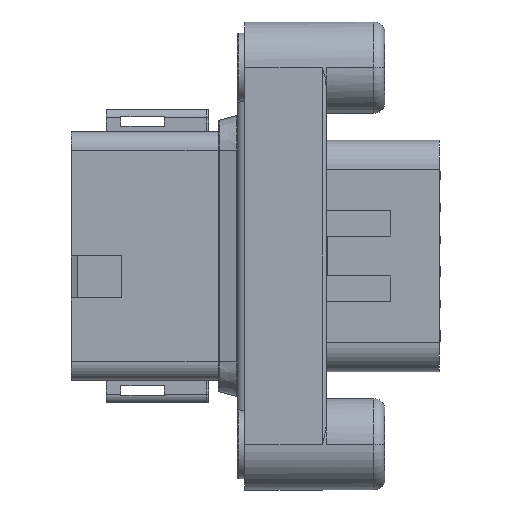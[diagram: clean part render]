
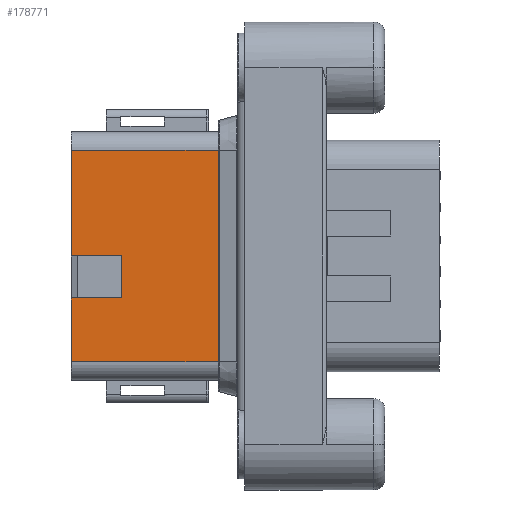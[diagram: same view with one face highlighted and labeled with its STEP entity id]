
A CAD part, left-side view. The second image highlights one B-rep face of the part: STEP entity #178771.
In plain terms, the highlighted planar face has unit normal (-1, 0, 0).
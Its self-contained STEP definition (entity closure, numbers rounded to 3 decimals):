
#58962=DIRECTION('',(0.,1.,0.));
#58963=VECTOR('',#58962,20.19);
#58964=CARTESIAN_POINT('',(-51.98,4.425,-14.525));
#58965=LINE('',#58964,#58963);
#58970=DIRECTION('',(0.,0.,1.));
#58971=VECTOR('',#58970,29.05);
#58972=CARTESIAN_POINT('',(-51.98,4.425,-14.525));
#58973=LINE('',#58972,#58971);
#58974=DIRECTION('',(0.,0.,-1.));
#58975=VECTOR('',#58974,8.745);
#58976=CARTESIAN_POINT('',(-51.98,24.615,-5.78));
#58977=LINE('',#58976,#58975);
#58978=DIRECTION('',(0.,-1.,0.));
#58979=VECTOR('',#58978,6.9);
#58980=CARTESIAN_POINT('',(-51.98,24.615,0.02));
#58981=LINE('',#58980,#58979);
#58982=DIRECTION('',(0.,0.,-1.));
#58983=VECTOR('',#58982,14.505);
#58984=CARTESIAN_POINT('',(-51.98,24.615,14.525));
#58985=LINE('',#58984,#58983);
#58990=DIRECTION('',(0.,-1.,0.));
#58991=VECTOR('',#58990,20.19);
#58992=CARTESIAN_POINT('',(-51.98,24.615,14.525));
#58993=LINE('',#58992,#58991);
#59872=DIRECTION('',(0.,-1.,0.));
#59873=VECTOR('',#59872,6.9);
#59874=CARTESIAN_POINT('',(-51.98,24.615,-5.78));
#59875=LINE('',#59874,#59873);
#59884=DIRECTION('',(0.,0.,1.));
#59885=VECTOR('',#59884,5.8);
#59886=CARTESIAN_POINT('',(-51.98,17.715,-5.78));
#59887=LINE('',#59886,#59885);
#73998=CARTESIAN_POINT('',(-51.98,4.425,14.525));
#73999=VERTEX_POINT('',#73998);
#74000=CARTESIAN_POINT('',(-51.98,4.425,-14.525));
#74001=VERTEX_POINT('',#74000);
#84817=CARTESIAN_POINT('',(-51.98,24.615,-5.78));
#84818=VERTEX_POINT('',#84817);
#84819=CARTESIAN_POINT('',(-51.98,17.715,-5.78));
#84820=VERTEX_POINT('',#84819);
#84821=CARTESIAN_POINT('',(-51.98,17.715,0.02));
#84822=VERTEX_POINT('',#84821);
#84823=CARTESIAN_POINT('',(-51.98,24.615,0.02));
#84824=VERTEX_POINT('',#84823);
#84857=CARTESIAN_POINT('',(-51.98,24.615,-14.525));
#84858=VERTEX_POINT('',#84857);
#84885=CARTESIAN_POINT('',(-51.98,24.615,14.525));
#84886=VERTEX_POINT('',#84885);
#178750=CARTESIAN_POINT('',(-51.98,24.515,17.125));
#178751=DIRECTION('',(-1.,0.,0.));
#178752=DIRECTION('',(0.,0.,-1.));
#178753=AXIS2_PLACEMENT_3D('',#178750,#178751,#178752);
#178754=PLANE('',#178753);
#178756=ORIENTED_EDGE('',*,*,#178755,.T.);
#178757=ORIENTED_EDGE('',*,*,#178620,.F.);
#178758=ORIENTED_EDGE('',*,*,#178741,.T.);
#178760=ORIENTED_EDGE('',*,*,#178759,.F.);
#178762=ORIENTED_EDGE('',*,*,#178761,.T.);
#178764=ORIENTED_EDGE('',*,*,#178763,.T.);
#178766=ORIENTED_EDGE('',*,*,#178765,.F.);
#178768=ORIENTED_EDGE('',*,*,#178767,.F.);
#178769=EDGE_LOOP('',(#178756,#178757,#178758,#178760,#178762,#178764,#178766,
#178768));
#178770=FACE_OUTER_BOUND('',#178769,.F.);
#178771=ADVANCED_FACE('',(#178770),#178754,.T.);
#178620=EDGE_CURVE('',#74001,#73999,#58973,.T.);
#178741=EDGE_CURVE('',#74001,#84858,#58965,.T.);
#178755=EDGE_CURVE('',#84886,#73999,#58993,.T.);
#178759=EDGE_CURVE('',#84818,#84858,#58977,.T.);
#178761=EDGE_CURVE('',#84818,#84820,#59875,.T.);
#178763=EDGE_CURVE('',#84820,#84822,#59887,.T.);
#178765=EDGE_CURVE('',#84824,#84822,#58981,.T.);
#178767=EDGE_CURVE('',#84886,#84824,#58985,.T.);
